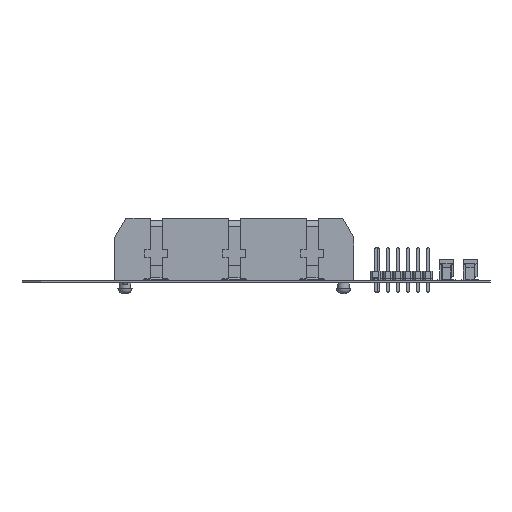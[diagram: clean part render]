
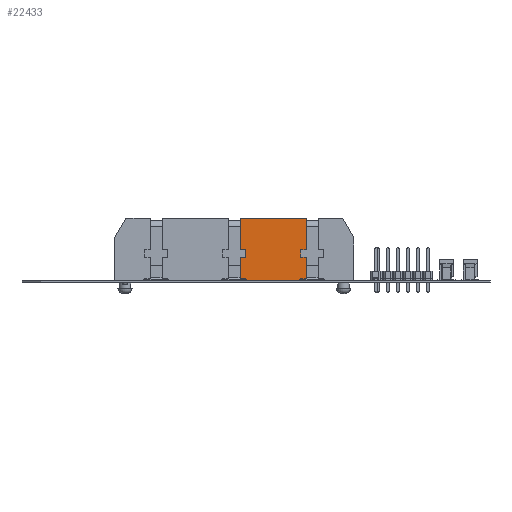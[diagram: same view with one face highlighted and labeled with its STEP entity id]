
A CAD part, left-side view. The second image highlights one B-rep face of the part: STEP entity #22433.
In plain terms, the highlighted face is planar.
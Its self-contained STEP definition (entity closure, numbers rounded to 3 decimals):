
#19483 = VERTEX_POINT('',#19484);
#19484 = CARTESIAN_POINT('',(-17.,38.5,0.));
#19490 = EDGE_CURVE('',#19483,#19491,#19493,.T.);
#19491 = VERTEX_POINT('',#19492);
#19492 = CARTESIAN_POINT('',(-3.,38.5,0.));
#19493 = LINE('',#19494,#19495);
#19494 = CARTESIAN_POINT('',(-17.,38.5,0.));
#19495 = VECTOR('',#19496,1.);
#19496 = DIRECTION('',(1.,0.,0.));
#20571 = VERTEX_POINT('',#20572);
#20572 = CARTESIAN_POINT('',(-1.5,38.5,16.));
#20578 = EDGE_CURVE('',#20571,#20579,#20581,.T.);
#20579 = VERTEX_POINT('',#20580);
#20580 = CARTESIAN_POINT('',(-18.5,38.5,16.));
#20581 = LINE('',#20582,#20583);
#20582 = CARTESIAN_POINT('',(-1.5,38.5,16.));
#20583 = VECTOR('',#20584,1.);
#20584 = DIRECTION('',(-1.,0.,0.));
#22416 = VERTEX_POINT('',#22417);
#22417 = CARTESIAN_POINT('',(-17.,38.5,0.5));
#22423 = EDGE_CURVE('',#19483,#22416,#22424,.T.);
#22424 = LINE('',#22425,#22426);
#22425 = CARTESIAN_POINT('',(-17.,38.5,0.));
#22426 = VECTOR('',#22427,1.);
#22427 = DIRECTION('',(0.,0.,1.));
#22433 = ADVANCED_FACE('',(#22434),#22539,.F.);
#22434 = FACE_BOUND('',#22435,.T.);
#22435 = EDGE_LOOP('',(#22436,#22446,#22454,#22462,#22468,#22469,#22470,
    #22478,#22486,#22494,#22502,#22510,#22516,#22517,#22525,#22533));
#22436 = ORIENTED_EDGE('',*,*,#22437,.T.);
#22437 = EDGE_CURVE('',#22438,#22440,#22442,.T.);
#22438 = VERTEX_POINT('',#22439);
#22439 = CARTESIAN_POINT('',(-3.,38.5,6.));
#22440 = VERTEX_POINT('',#22441);
#22441 = CARTESIAN_POINT('',(-1.5,38.5,6.));
#22442 = LINE('',#22443,#22444);
#22443 = CARTESIAN_POINT('',(-3.,38.5,6.));
#22444 = VECTOR('',#22445,1.);
#22445 = DIRECTION('',(1.,0.,0.));
#22446 = ORIENTED_EDGE('',*,*,#22447,.T.);
#22447 = EDGE_CURVE('',#22440,#22448,#22450,.T.);
#22448 = VERTEX_POINT('',#22449);
#22449 = CARTESIAN_POINT('',(-1.5,38.5,0.5));
#22450 = LINE('',#22451,#22452);
#22451 = CARTESIAN_POINT('',(-1.5,38.5,6.));
#22452 = VECTOR('',#22453,1.);
#22453 = DIRECTION('',(0.,0.,-1.));
#22454 = ORIENTED_EDGE('',*,*,#22455,.T.);
#22455 = EDGE_CURVE('',#22448,#22456,#22458,.T.);
#22456 = VERTEX_POINT('',#22457);
#22457 = CARTESIAN_POINT('',(-3.,38.5,0.5));
#22458 = LINE('',#22459,#22460);
#22459 = CARTESIAN_POINT('',(-1.5,38.5,0.5));
#22460 = VECTOR('',#22461,1.);
#22461 = DIRECTION('',(-1.,0.,0.));
#22462 = ORIENTED_EDGE('',*,*,#22463,.T.);
#22463 = EDGE_CURVE('',#22456,#19491,#22464,.T.);
#22464 = LINE('',#22465,#22466);
#22465 = CARTESIAN_POINT('',(-3.,38.5,0.5));
#22466 = VECTOR('',#22467,1.);
#22467 = DIRECTION('',(0.,0.,-1.));
#22468 = ORIENTED_EDGE('',*,*,#19490,.F.);
#22469 = ORIENTED_EDGE('',*,*,#22423,.T.);
#22470 = ORIENTED_EDGE('',*,*,#22471,.T.);
#22471 = EDGE_CURVE('',#22416,#22472,#22474,.T.);
#22472 = VERTEX_POINT('',#22473);
#22473 = CARTESIAN_POINT('',(-18.5,38.5,0.5));
#22474 = LINE('',#22475,#22476);
#22475 = CARTESIAN_POINT('',(-17.,38.5,0.5));
#22476 = VECTOR('',#22477,1.);
#22477 = DIRECTION('',(-1.,0.,0.));
#22478 = ORIENTED_EDGE('',*,*,#22479,.T.);
#22479 = EDGE_CURVE('',#22472,#22480,#22482,.T.);
#22480 = VERTEX_POINT('',#22481);
#22481 = CARTESIAN_POINT('',(-18.5,38.5,6.));
#22482 = LINE('',#22483,#22484);
#22483 = CARTESIAN_POINT('',(-18.5,38.5,0.5));
#22484 = VECTOR('',#22485,1.);
#22485 = DIRECTION('',(0.,0.,1.));
#22486 = ORIENTED_EDGE('',*,*,#22487,.T.);
#22487 = EDGE_CURVE('',#22480,#22488,#22490,.T.);
#22488 = VERTEX_POINT('',#22489);
#22489 = CARTESIAN_POINT('',(-17.,38.5,6.));
#22490 = LINE('',#22491,#22492);
#22491 = CARTESIAN_POINT('',(-18.5,38.5,6.));
#22492 = VECTOR('',#22493,1.);
#22493 = DIRECTION('',(1.,0.,0.));
#22494 = ORIENTED_EDGE('',*,*,#22495,.T.);
#22495 = EDGE_CURVE('',#22488,#22496,#22498,.T.);
#22496 = VERTEX_POINT('',#22497);
#22497 = CARTESIAN_POINT('',(-17.,38.5,8.));
#22498 = LINE('',#22499,#22500);
#22499 = CARTESIAN_POINT('',(-17.,38.5,6.));
#22500 = VECTOR('',#22501,1.);
#22501 = DIRECTION('',(0.,0.,1.));
#22502 = ORIENTED_EDGE('',*,*,#22503,.T.);
#22503 = EDGE_CURVE('',#22496,#22504,#22506,.T.);
#22504 = VERTEX_POINT('',#22505);
#22505 = CARTESIAN_POINT('',(-18.5,38.5,8.));
#22506 = LINE('',#22507,#22508);
#22507 = CARTESIAN_POINT('',(-17.,38.5,8.));
#22508 = VECTOR('',#22509,1.);
#22509 = DIRECTION('',(-1.,0.,0.));
#22510 = ORIENTED_EDGE('',*,*,#22511,.T.);
#22511 = EDGE_CURVE('',#22504,#20579,#22512,.T.);
#22512 = LINE('',#22513,#22514);
#22513 = CARTESIAN_POINT('',(-18.5,38.5,8.));
#22514 = VECTOR('',#22515,1.);
#22515 = DIRECTION('',(0.,0.,1.));
#22516 = ORIENTED_EDGE('',*,*,#20578,.F.);
#22517 = ORIENTED_EDGE('',*,*,#22518,.T.);
#22518 = EDGE_CURVE('',#20571,#22519,#22521,.T.);
#22519 = VERTEX_POINT('',#22520);
#22520 = CARTESIAN_POINT('',(-1.5,38.5,8.));
#22521 = LINE('',#22522,#22523);
#22522 = CARTESIAN_POINT('',(-1.5,38.5,16.));
#22523 = VECTOR('',#22524,1.);
#22524 = DIRECTION('',(0.,0.,-1.));
#22525 = ORIENTED_EDGE('',*,*,#22526,.T.);
#22526 = EDGE_CURVE('',#22519,#22527,#22529,.T.);
#22527 = VERTEX_POINT('',#22528);
#22528 = CARTESIAN_POINT('',(-3.,38.5,8.));
#22529 = LINE('',#22530,#22531);
#22530 = CARTESIAN_POINT('',(-1.5,38.5,8.));
#22531 = VECTOR('',#22532,1.);
#22532 = DIRECTION('',(-1.,0.,0.));
#22533 = ORIENTED_EDGE('',*,*,#22534,.T.);
#22534 = EDGE_CURVE('',#22527,#22438,#22535,.T.);
#22535 = LINE('',#22536,#22537);
#22536 = CARTESIAN_POINT('',(-3.,38.5,8.));
#22537 = VECTOR('',#22538,1.);
#22538 = DIRECTION('',(0.,0.,-1.));
#22539 = PLANE('',#22540);
#22540 = AXIS2_PLACEMENT_3D('',#22541,#22542,#22543);
#22541 = CARTESIAN_POINT('',(0.,38.5,0.));
#22542 = DIRECTION('',(0.,-1.,0.));
#22543 = DIRECTION('',(1.,0.,0.));
